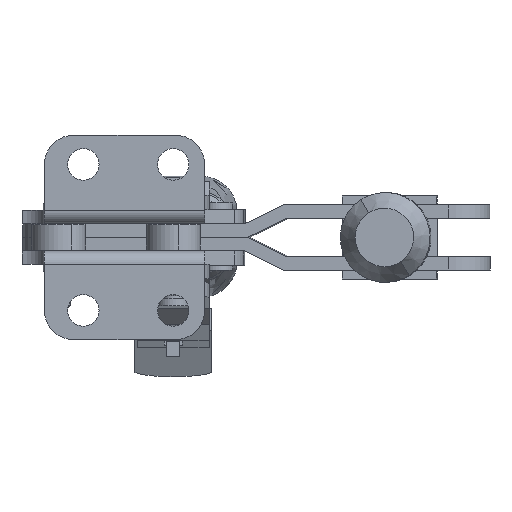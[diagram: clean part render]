
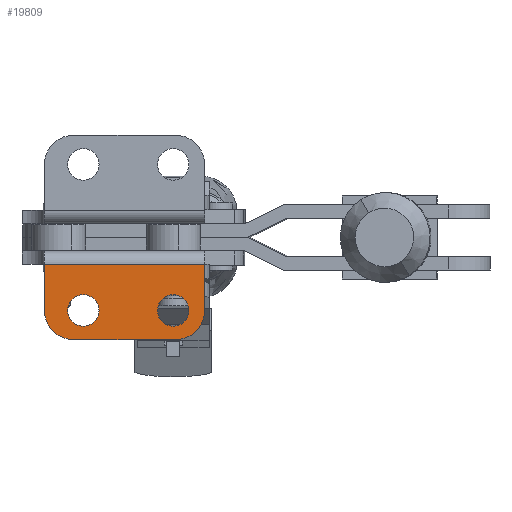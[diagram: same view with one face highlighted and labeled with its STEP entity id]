
A CAD part, front view. The second image highlights one B-rep face of the part: STEP entity #19809.
In plain terms, the highlighted planar face has unit normal (0, -1, 0).
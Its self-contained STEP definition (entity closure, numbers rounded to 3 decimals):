
#251 = DIRECTION ( 'NONE',  ( 0., -1., 0. ) ) ;
#439 = CARTESIAN_POINT ( 'NONE',  ( -25.096, -27.298, -10.25 ) ) ;
#1151 = LINE ( 'NONE', #22001, #4709 ) ;
#1234 = CARTESIAN_POINT ( 'NONE',  ( -33.746, -27.298, 0. ) ) ;
#1243 = CARTESIAN_POINT ( 'NONE',  ( -5.096, -27.298, -6.75 ) ) ;
#1488 = DIRECTION ( 'NONE',  ( 0., 1., 0. ) ) ;
#1576 = CARTESIAN_POINT ( 'NONE',  ( -5.096, -27.298, -10.25 ) ) ;
#1774 = CARTESIAN_POINT ( 'NONE',  ( -27.246, -27.298, -16.75 ) ) ;
#1862 = CIRCLE ( 'NONE', #27420, 6.5 ) ;
#2025 = VERTEX_POINT ( 'NONE', #1243 ) ;
#2418 = ORIENTED_EDGE ( 'NONE', *, *, #10980, .F. ) ;
#2503 = VERTEX_POINT ( 'NONE', #5813 ) ;
#2579 = CARTESIAN_POINT ( 'NONE',  ( -33.746, -27.298, -10.25 ) ) ;
#2777 = CARTESIAN_POINT ( 'NONE',  ( -25.096, -27.298, -13.75 ) ) ;
#3753 = DIRECTION ( 'NONE',  ( 0., 0., 1. ) ) ;
#3755 = CIRCLE ( 'NONE', #22455, 3.5 ) ;
#3949 = DIRECTION ( 'NONE',  ( -1., 0., 0. ) ) ;
#3973 = ORIENTED_EDGE ( 'NONE', *, *, #10848, .F. ) ;
#4073 = AXIS2_PLACEMENT_3D ( 'NONE', #28915, #24327, #17914 ) ;
#4169 = AXIS2_PLACEMENT_3D ( 'NONE', #8383, #1488, #15326 ) ;
#4709 = VECTOR ( 'NONE', #3753, 1000. ) ;
#4830 = EDGE_CURVE ( 'NONE', #9436, #25134, #13569, .T. ) ;
#4911 = EDGE_LOOP ( 'NONE', ( #6539, #10578 ) ) ;
#5021 = DIRECTION ( 'NONE',  ( 0., 0., 1. ) ) ;
#5168 = AXIS2_PLACEMENT_3D ( 'NONE', #17062, #17253, #16959 ) ;
#5386 = CARTESIAN_POINT ( 'NONE',  ( -5.096, -27.298, -13.75 ) ) ;
#5395 = EDGE_CURVE ( 'NONE', #25134, #9436, #13187, .T. ) ;
#5618 = VERTEX_POINT ( 'NONE', #12906 ) ;
#5813 = CARTESIAN_POINT ( 'NONE',  ( 1.904, -27.298, -10.25 ) ) ;
#6100 = DIRECTION ( 'NONE',  ( 1., 0., 0. ) ) ;
#6445 = EDGE_CURVE ( 'NONE', #5618, #20238, #29195, .T. ) ;
#6509 = AXIS2_PLACEMENT_3D ( 'NONE', #19164, #25971, #14624 ) ;
#6539 = ORIENTED_EDGE ( 'NONE', *, *, #5395, .F. ) ;
#7274 = CIRCLE ( 'NONE', #4169, 6.5 ) ;
#7810 = VERTEX_POINT ( 'NONE', #8079 ) ;
#8079 = CARTESIAN_POINT ( 'NONE',  ( 1.904, -27.298, 0. ) ) ;
#8383 = CARTESIAN_POINT ( 'NONE',  ( -4.596, -27.298, -10.25 ) ) ;
#8574 = ORIENTED_EDGE ( 'NONE', *, *, #15577, .F. ) ;
#8766 = LINE ( 'NONE', #25270, #22904 ) ;
#9157 = FACE_BOUND ( 'NONE', #4911, .T. ) ;
#9347 = DIRECTION ( 'NONE',  ( 0., 1., 0. ) ) ;
#9436 = VERTEX_POINT ( 'NONE', #2777 ) ;
#10427 = VERTEX_POINT ( 'NONE', #2579 ) ;
#10578 = ORIENTED_EDGE ( 'NONE', *, *, #4830, .F. ) ;
#10848 = EDGE_CURVE ( 'NONE', #20238, #10427, #1862, .T. ) ;
#10980 = EDGE_CURVE ( 'NONE', #24395, #7810, #14673, .T. ) ;
#12906 = CARTESIAN_POINT ( 'NONE',  ( -4.596, -27.298, -16.75 ) ) ;
#13187 = CIRCLE ( 'NONE', #21492, 3.5 ) ;
#13569 = CIRCLE ( 'NONE', #6509, 3.5 ) ;
#13881 = EDGE_CURVE ( 'NONE', #24395, #10427, #8766, .T. ) ;
#14624 = DIRECTION ( 'NONE',  ( 0., 0., 1. ) ) ;
#14673 = LINE ( 'NONE', #1234, #27057 ) ;
#15167 = FACE_BOUND ( 'NONE', #25443, .T. ) ;
#15265 = ORIENTED_EDGE ( 'NONE', *, *, #6445, .F. ) ;
#15326 = DIRECTION ( 'NONE',  ( 0., 0., 1. ) ) ;
#15577 = EDGE_CURVE ( 'NONE', #2503, #5618, #7274, .T. ) ;
#16363 = CARTESIAN_POINT ( 'NONE',  ( -27.246, -27.298, -10.25 ) ) ;
#16959 = DIRECTION ( 'NONE',  ( 0., 0., 1. ) ) ;
#17062 = CARTESIAN_POINT ( 'NONE',  ( -5.096, -27.298, -10.25 ) ) ;
#17253 = DIRECTION ( 'NONE',  ( 0., -1., 0. ) ) ;
#17494 = VECTOR ( 'NONE', #3949, 1000. ) ;
#17914 = DIRECTION ( 'NONE',  ( -1., 0., 0. ) ) ;
#18477 = EDGE_LOOP ( 'NONE', ( #2418, #25828, #3973, #15265, #8574, #26988 ) ) ;
#19164 = CARTESIAN_POINT ( 'NONE',  ( -25.096, -27.298, -10.25 ) ) ;
#19183 = CARTESIAN_POINT ( 'NONE',  ( -25.096, -27.298, -6.75 ) ) ;
#19809 = ADVANCED_FACE ( 'NONE', ( #26856, #15167, #9157 ), #26796, .F. ) ;
#19944 = CARTESIAN_POINT ( 'NONE',  ( -33.746, -27.298, -16.75 ) ) ;
#20238 = VERTEX_POINT ( 'NONE', #1774 ) ;
#20357 = ORIENTED_EDGE ( 'NONE', *, *, #20630, .F. ) ;
#20441 = ORIENTED_EDGE ( 'NONE', *, *, #24001, .F. ) ;
#20630 = EDGE_CURVE ( 'NONE', #2025, #29447, #28910, .T. ) ;
#21492 = AXIS2_PLACEMENT_3D ( 'NONE', #439, #251, #5021 ) ;
#21700 = DIRECTION ( 'NONE',  ( 0., -1., 0. ) ) ;
#22001 = CARTESIAN_POINT ( 'NONE',  ( 1.904, -27.298, 3. ) ) ;
#22455 = AXIS2_PLACEMENT_3D ( 'NONE', #1576, #21700, #28582 ) ;
#22879 = DIRECTION ( 'NONE',  ( 0., 0., -1. ) ) ;
#22904 = VECTOR ( 'NONE', #22879, 1000. ) ;
#24001 = EDGE_CURVE ( 'NONE', #29447, #2025, #3755, .T. ) ;
#24327 = DIRECTION ( 'NONE',  ( 0., 1., 0. ) ) ;
#24395 = VERTEX_POINT ( 'NONE', #28651 ) ;
#25134 = VERTEX_POINT ( 'NONE', #19183 ) ;
#25227 = EDGE_CURVE ( 'NONE', #2503, #7810, #1151, .T. ) ;
#25270 = CARTESIAN_POINT ( 'NONE',  ( -33.746, -27.298, 3. ) ) ;
#25443 = EDGE_LOOP ( 'NONE', ( #20357, #20441 ) ) ;
#25828 = ORIENTED_EDGE ( 'NONE', *, *, #13881, .T. ) ;
#25971 = DIRECTION ( 'NONE',  ( 0., -1., 0. ) ) ;
#26796 = PLANE ( 'NONE',  #4073 ) ;
#26856 = FACE_OUTER_BOUND ( 'NONE', #18477, .T. ) ;
#26988 = ORIENTED_EDGE ( 'NONE', *, *, #25227, .T. ) ;
#27057 = VECTOR ( 'NONE', #6100, 1000. ) ;
#27420 = AXIS2_PLACEMENT_3D ( 'NONE', #16363, #9347, #27741 ) ;
#27741 = DIRECTION ( 'NONE',  ( 0., 0., -1. ) ) ;
#28582 = DIRECTION ( 'NONE',  ( 0., 0., 1. ) ) ;
#28651 = CARTESIAN_POINT ( 'NONE',  ( -33.746, -27.298, 0. ) ) ;
#28910 = CIRCLE ( 'NONE', #5168, 3.5 ) ;
#28915 = CARTESIAN_POINT ( 'NONE',  ( -33.746, -27.298, 3. ) ) ;
#29195 = LINE ( 'NONE', #19944, #17494 ) ;
#29447 = VERTEX_POINT ( 'NONE', #5386 ) ;
